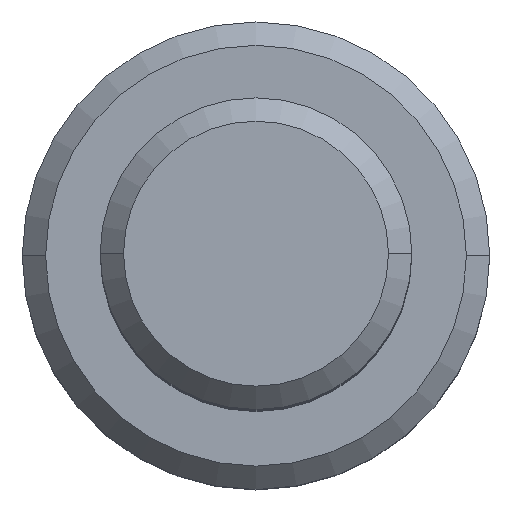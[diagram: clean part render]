
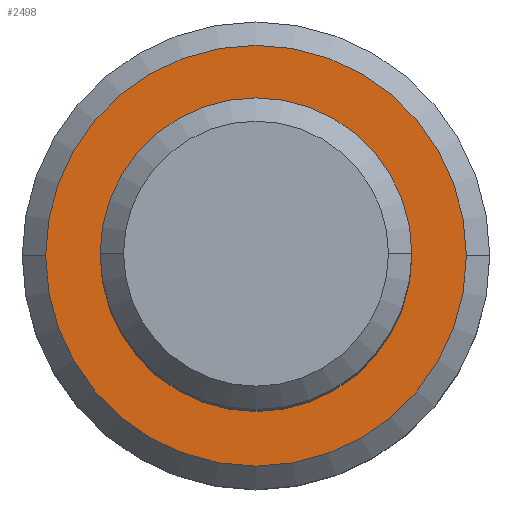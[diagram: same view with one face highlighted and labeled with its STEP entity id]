
A CAD part, top view. The second image highlights one B-rep face of the part: STEP entity #2498.
In plain terms, the highlighted planar face has unit normal (0, 0, 1).
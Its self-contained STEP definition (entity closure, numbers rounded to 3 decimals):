
#137 = DIRECTION ( 'NONE',  ( 0., 0., 1. ) ) ;
#176 = EDGE_CURVE ( 'NONE', #1393, #940, #2287, .T. ) ;
#291 = CARTESIAN_POINT ( 'NONE',  ( 0., 0., 24. ) ) ;
#403 = CARTESIAN_POINT ( 'NONE',  ( 0., 0., 24. ) ) ;
#498 = DIRECTION ( 'NONE',  ( 1., 0., 0. ) ) ;
#514 = EDGE_LOOP ( 'NONE', ( #1240, #1973 ) ) ;
#541 = DIRECTION ( 'NONE',  ( 0., 0., 1. ) ) ;
#602 = DIRECTION ( 'NONE',  ( 1., 0., 0. ) ) ;
#720 = EDGE_CURVE ( 'NONE', #940, #1393, #779, .T. ) ;
#779 = CIRCLE ( 'NONE', #2415, 2. ) ;
#783 = VERTEX_POINT ( 'NONE', #1806 ) ;
#908 = EDGE_CURVE ( 'NONE', #948, #783, #1405, .T. ) ;
#940 = VERTEX_POINT ( 'NONE', #2199 ) ;
#948 = VERTEX_POINT ( 'NONE', #2407 ) ;
#965 = FACE_OUTER_BOUND ( 'NONE', #2212, .T. ) ;
#1007 = DIRECTION ( 'NONE',  ( 0., 0., 1. ) ) ;
#1135 = PLANE ( 'NONE',  #1774 ) ;
#1148 = ORIENTED_EDGE ( 'NONE', *, *, #1700, .T. ) ;
#1240 = ORIENTED_EDGE ( 'NONE', *, *, #176, .F. ) ;
#1393 = VERTEX_POINT ( 'NONE', #1455 ) ;
#1405 = CIRCLE ( 'NONE', #1555, 2.7 ) ;
#1455 = CARTESIAN_POINT ( 'NONE',  ( -2., 0., 24. ) ) ;
#1531 = DIRECTION ( 'NONE',  ( 1., 0., 0. ) ) ;
#1555 = AXIS2_PLACEMENT_3D ( 'NONE', #403, #1785, #602 ) ;
#1688 = DIRECTION ( 'NONE',  ( 0., 0., 1. ) ) ;
#1700 = EDGE_CURVE ( 'NONE', #783, #948, #2371, .T. ) ;
#1731 = CARTESIAN_POINT ( 'NONE',  ( 0., 0., 24. ) ) ;
#1774 = AXIS2_PLACEMENT_3D ( 'NONE', #2120, #137, #1531 ) ;
#1785 = DIRECTION ( 'NONE',  ( 0., 0., 1. ) ) ;
#1806 = CARTESIAN_POINT ( 'NONE',  ( -2.7, 0., 24. ) ) ;
#1934 = DIRECTION ( 'NONE',  ( 1., 0., 0. ) ) ;
#1973 = ORIENTED_EDGE ( 'NONE', *, *, #720, .F. ) ;
#2120 = CARTESIAN_POINT ( 'NONE',  ( 0., 0., 24. ) ) ;
#2166 = ORIENTED_EDGE ( 'NONE', *, *, #908, .T. ) ;
#2187 = CARTESIAN_POINT ( 'NONE',  ( 0., 0., 24. ) ) ;
#2199 = CARTESIAN_POINT ( 'NONE',  ( 2., 0., 24. ) ) ;
#2212 = EDGE_LOOP ( 'NONE', ( #1148, #2166 ) ) ;
#2287 = CIRCLE ( 'NONE', #2438, 2. ) ;
#2345 = AXIS2_PLACEMENT_3D ( 'NONE', #1731, #541, #1934 ) ;
#2371 = CIRCLE ( 'NONE', #2345, 2.7 ) ;
#2391 = DIRECTION ( 'NONE',  ( 1., 0., 0. ) ) ;
#2407 = CARTESIAN_POINT ( 'NONE',  ( 2.7, 0., 24. ) ) ;
#2415 = AXIS2_PLACEMENT_3D ( 'NONE', #2187, #1007, #2391 ) ;
#2438 = AXIS2_PLACEMENT_3D ( 'NONE', #291, #1688, #498 ) ;
#2487 = FACE_BOUND ( 'NONE', #514, .T. ) ;
#2498 = ADVANCED_FACE ( 'NONE', ( #965, #2487 ), #1135, .T. ) ;
